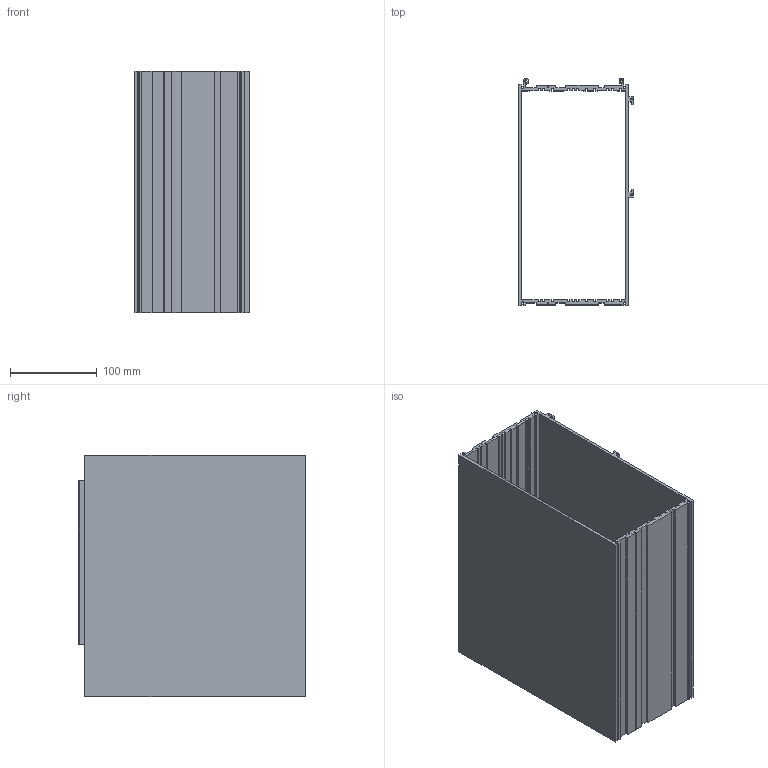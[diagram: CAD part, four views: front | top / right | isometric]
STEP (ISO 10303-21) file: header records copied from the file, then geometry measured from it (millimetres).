
FILE_DESCRIPTION (( 'STEP AP214' ), '1' );
FILE_NAME ('S19Pro-extruded-aluminum-enclosure.STEP', '2024-12-10T21:04:57', ( '' ), ( '' ), 'SwSTEP 2.0', 'SolidWorks 2023', '' );
FILE_SCHEMA (( 'AUTOMOTIVE_DESIGN' ));
Length unit declared in the file: millimetre
Products named in the file (1): S19Pro-extruded-aluminum-enclosure
Bounding box: 132.35 x 262.17 x 278 mm (x, y, z)
Volume: 775690 mm3; surface area: 483925.3 mm2
Topology: 1 solids, 1 shells, 218 faces, 647 edges, 430 vertices
Faces by surface type: plane 195, cylinder 23
Entity records: 7212 total; most frequent: CARTESIAN_POINT 1296, ORIENTED_EDGE 1294, DIRECTION 1131, EDGE_CURVE 647, LINE 601, VECTOR 601, VERTEX_POINT 430, AXIS2_PLACEMENT_3D 265
